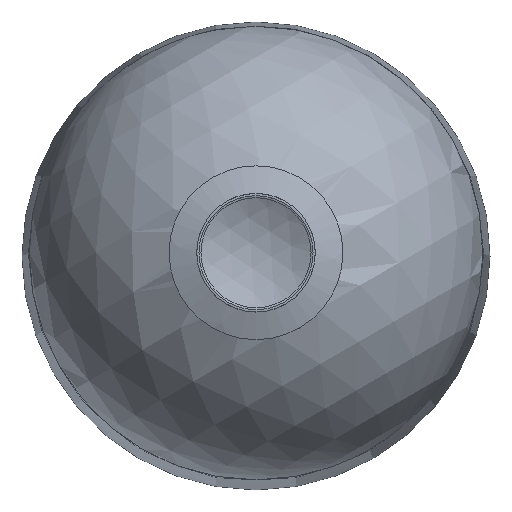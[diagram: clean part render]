
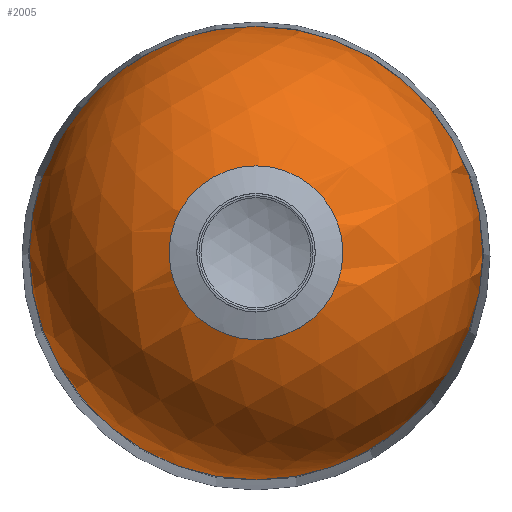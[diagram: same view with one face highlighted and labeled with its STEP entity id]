
A CAD part, top view. The second image highlights one B-rep face of the part: STEP entity #2005.
In plain terms, the highlighted spherical face has radius 49.708 mm.
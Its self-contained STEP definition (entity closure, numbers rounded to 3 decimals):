
#101=SPHERICAL_SURFACE('',#11422,49.708);
#761=FACE_BOUND('',#3371,.T.);
#762=FACE_BOUND('',#3372,.T.);
#1379=CIRCLE('',#11418,12.98);
#1381=CIRCLE('',#11421,49.708);
#2005=ADVANCED_FACE('',(#761,#762),#101,.T.);
#3371=EDGE_LOOP('',(#5615));
#3372=EDGE_LOOP('',(#5616));
#5615=ORIENTED_EDGE('',*,*,#8692,.T.);
#5616=ORIENTED_EDGE('',*,*,#8690,.F.);
#7332=VERTEX_POINT('',#43926);
#7334=VERTEX_POINT('',#43931);
#8690=EDGE_CURVE('',#7332,#7332,#1379,.T.);
#8692=EDGE_CURVE('',#7334,#7334,#1381,.T.);
#11418=AXIS2_PLACEMENT_3D('',#43925,#13535,#13536);
#11421=AXIS2_PLACEMENT_3D('',#43930,#13541,#13542);
#11422=AXIS2_PLACEMENT_3D('',#43932,#13543,#13544);
#13535=DIRECTION('',(0.,0.,1.));
#13536=DIRECTION('',(-0.866,-0.5,0.));
#13541=DIRECTION('',(0.,0.,1.));
#13542=DIRECTION('',(0.5,-0.866,0.));
#13543=DIRECTION('',(-0.5,0.866,0.));
#13544=DIRECTION('',(0.,0.,-1.));
#43925=CARTESIAN_POINT('',(0.,0.,202.186));
#43926=CARTESIAN_POINT('',(-11.242,-6.49,202.186));
#43930=CARTESIAN_POINT('',(0.,0.,154.419));
#43931=CARTESIAN_POINT('',(24.853,-43.049,154.419));
#43932=CARTESIAN_POINT('',(0.,0.,154.202));
